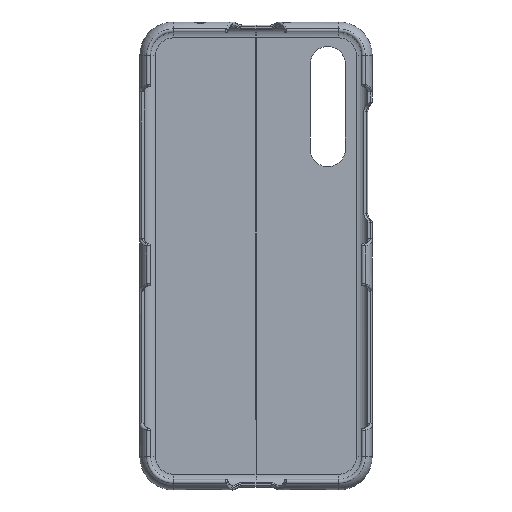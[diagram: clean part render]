
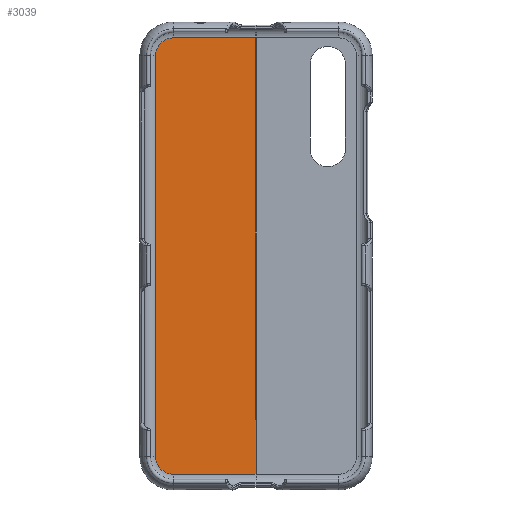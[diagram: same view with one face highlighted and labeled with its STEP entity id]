
A CAD part, top view. The second image highlights one B-rep face of the part: STEP entity #3039.
In plain terms, the highlighted planar face has unit normal (0, 0, 1).
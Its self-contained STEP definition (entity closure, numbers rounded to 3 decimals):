
#85=PLANE('',#3380);
#385=FACE_OUTER_BOUND('',#575,.T.);
#575=EDGE_LOOP('',(#2777,#2778,#2779,#2780,#2781,#2782));
#694=CIRCLE('',#3375,6.);
#696=CIRCLE('',#3379,6.);
#792=LINE('',#6219,#952);
#801=LINE('',#6471,#961);
#812=LINE('',#6660,#972);
#817=LINE('',#6831,#977);
#952=VECTOR('',#3857,10.);
#961=VECTOR('',#3908,10.);
#972=VECTOR('',#3951,10.);
#977=VECTOR('',#3970,10.);
#1297=VERTEX_POINT('',#6216);
#1298=VERTEX_POINT('',#6218);
#1315=VERTEX_POINT('',#6469);
#1328=VERTEX_POINT('',#6659);
#1345=VERTEX_POINT('',#6828);
#1346=VERTEX_POINT('',#6830);
#1680=EDGE_CURVE('',#1298,#1297,#792,.T.);
#1710=EDGE_CURVE('',#1297,#1315,#801,.T.);
#1733=EDGE_CURVE('',#1328,#1298,#812,.T.);
#1752=EDGE_CURVE('',#1346,#1345,#817,.T.);
#1866=EDGE_CURVE('',#1315,#1346,#694,.T.);
#1868=EDGE_CURVE('',#1345,#1328,#696,.T.);
#2777=ORIENTED_EDGE('',*,*,#1680,.T.);
#2778=ORIENTED_EDGE('',*,*,#1710,.T.);
#2779=ORIENTED_EDGE('',*,*,#1866,.T.);
#2780=ORIENTED_EDGE('',*,*,#1752,.T.);
#2781=ORIENTED_EDGE('',*,*,#1868,.T.);
#2782=ORIENTED_EDGE('',*,*,#1733,.T.);
#3039=ADVANCED_FACE('',(#385),#85,.F.);
#3375=AXIS2_PLACEMENT_3D('',#7694,#4182,#4183);
#3379=AXIS2_PLACEMENT_3D('',#7698,#4190,#4191);
#3380=AXIS2_PLACEMENT_3D('',#7699,#4192,#4193);
#3857=DIRECTION('',(0.,1.,0.));
#3908=DIRECTION('',(-1.,0.,0.));
#3951=DIRECTION('',(1.,0.,0.));
#3970=DIRECTION('',(0.,-1.,0.));
#4182=DIRECTION('center_axis',(0.,0.,1.));
#4183=DIRECTION('ref_axis',(-1.,0.,0.));
#4190=DIRECTION('center_axis',(0.,0.,1.));
#4191=DIRECTION('ref_axis',(0.,-1.,0.));
#4192=DIRECTION('center_axis',(0.,0.,-1.));
#4193=DIRECTION('ref_axis',(-1.,0.,0.));
#6216=CARTESIAN_POINT('',(0.,149.,-3.95));
#6218=CARTESIAN_POINT('',(0.,0.,-3.95));
#6219=CARTESIAN_POINT('',(0.,37.25,-3.95));
#6469=CARTESIAN_POINT('',(-28.25,149.,-3.95));
#6471=CARTESIAN_POINT('',(-8.563,149.,-3.95));
#6659=CARTESIAN_POINT('',(-28.25,0.,-3.95));
#6660=CARTESIAN_POINT('',(-22.688,0.,-3.95));
#6828=CARTESIAN_POINT('',(-34.25,6.,-3.95));
#6830=CARTESIAN_POINT('',(-34.25,143.,-3.95));
#6831=CARTESIAN_POINT('',(-34.25,108.75,-3.95));
#7694=CARTESIAN_POINT('Origin',(-28.25,143.,-3.95));
#7698=CARTESIAN_POINT('Origin',(-28.25,6.,-3.95));
#7699=CARTESIAN_POINT('Origin',(-17.125,74.5,-3.95));
